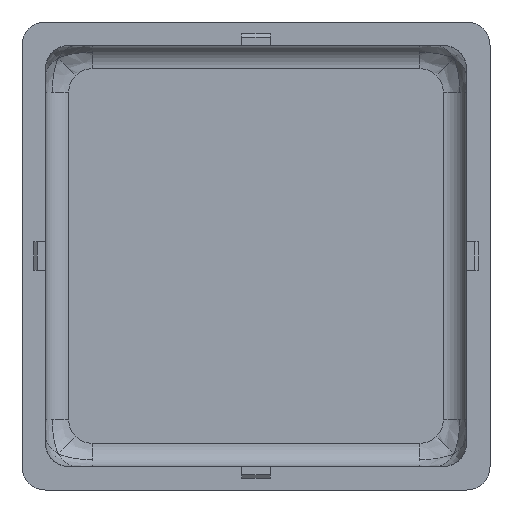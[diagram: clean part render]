
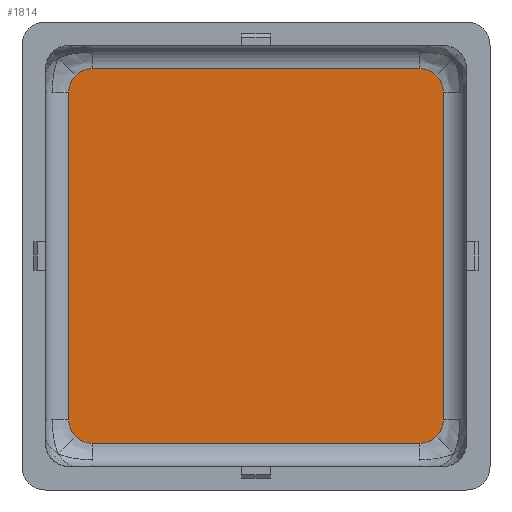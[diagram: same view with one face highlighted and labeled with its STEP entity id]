
A CAD part, left-side view. The second image highlights one B-rep face of the part: STEP entity #1814.
In plain terms, the highlighted planar face has unit normal (-1, 0, 0).
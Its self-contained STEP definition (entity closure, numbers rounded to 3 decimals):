
#132=LINE('',#4675,#256);
#133=LINE('',#4716,#257);
#134=LINE('',#4718,#258);
#135=LINE('',#4722,#259);
#256=VECTOR('',#2356,10.);
#257=VECTOR('',#2365,10.);
#258=VECTOR('',#2368,10.);
#259=VECTOR('',#2375,10.);
#312=PLANE('',#1979);
#403=FACE_OUTER_BOUND('',#506,.T.);
#506=EDGE_LOOP('',(#1534,#1535,#1536,#1537,#1538,#1539,#1540,#1541,#1542,
#1543,#1544,#1545));
#570=CIRCLE('',#1891,4.999);
#573=CIRCLE('',#1894,4.999);
#584=CIRCLE('',#1905,4.999);
#590=CIRCLE('',#1911,4.999);
#593=CIRCLE('',#1914,4.999);
#604=CIRCLE('',#1925,4.999);
#609=CIRCLE('',#1962,4.999);
#614=CIRCLE('',#1969,4.999);
#732=VERTEX_POINT('',#3539);
#733=VERTEX_POINT('',#3546);
#735=VERTEX_POINT('',#3592);
#748=VERTEX_POINT('',#3869);
#749=VERTEX_POINT('',#3876);
#756=VERTEX_POINT('',#4015);
#757=VERTEX_POINT('',#4022);
#759=VERTEX_POINT('',#4068);
#772=VERTEX_POINT('',#4345);
#773=VERTEX_POINT('',#4352);
#840=VERTEX_POINT('',#4591);
#841=VERTEX_POINT('',#4671);
#926=EDGE_CURVE('',#732,#733,#570,.T.);
#930=EDGE_CURVE('',#735,#732,#573,.T.);
#948=EDGE_CURVE('',#748,#749,#584,.T.);
#958=EDGE_CURVE('',#756,#757,#590,.T.);
#962=EDGE_CURVE('',#759,#756,#593,.T.);
#980=EDGE_CURVE('',#772,#773,#604,.T.);
#1085=EDGE_CURVE('',#840,#772,#609,.T.);
#1090=EDGE_CURVE('',#841,#748,#614,.T.);
#1091=EDGE_CURVE('',#773,#841,#132,.T.);
#1094=EDGE_CURVE('',#749,#735,#133,.T.);
#1095=EDGE_CURVE('',#733,#759,#134,.T.);
#1097=EDGE_CURVE('',#757,#840,#135,.T.);
#1534=ORIENTED_EDGE('',*,*,#930,.F.);
#1535=ORIENTED_EDGE('',*,*,#1094,.F.);
#1536=ORIENTED_EDGE('',*,*,#948,.F.);
#1537=ORIENTED_EDGE('',*,*,#1090,.F.);
#1538=ORIENTED_EDGE('',*,*,#1091,.F.);
#1539=ORIENTED_EDGE('',*,*,#980,.F.);
#1540=ORIENTED_EDGE('',*,*,#1085,.F.);
#1541=ORIENTED_EDGE('',*,*,#1097,.F.);
#1542=ORIENTED_EDGE('',*,*,#958,.F.);
#1543=ORIENTED_EDGE('',*,*,#962,.F.);
#1544=ORIENTED_EDGE('',*,*,#1095,.F.);
#1545=ORIENTED_EDGE('',*,*,#926,.F.);
#1814=ADVANCED_FACE('',(#403),#312,.F.);
#1891=AXIS2_PLACEMENT_3D('',#3547,#2096,#2097);
#1894=AXIS2_PLACEMENT_3D('',#3594,#2102,#2103);
#1905=AXIS2_PLACEMENT_3D('',#3877,#2124,#2125);
#1911=AXIS2_PLACEMENT_3D('',#4023,#2136,#2137);
#1914=AXIS2_PLACEMENT_3D('',#4070,#2142,#2143);
#1925=AXIS2_PLACEMENT_3D('',#4353,#2164,#2165);
#1962=AXIS2_PLACEMENT_3D('',#4593,#2338,#2339);
#1969=AXIS2_PLACEMENT_3D('',#4673,#2352,#2353);
#1979=AXIS2_PLACEMENT_3D('',#4723,#2376,#2377);
#2096=DIRECTION('center_axis',(1.,0.,0.));
#2097=DIRECTION('ref_axis',(0.,-0.707,0.707));
#2102=DIRECTION('center_axis',(1.,0.,0.));
#2103=DIRECTION('ref_axis',(0.,-0.707,0.707));
#2124=DIRECTION('center_axis',(1.,0.,0.));
#2125=DIRECTION('ref_axis',(0.,0.707,0.707));
#2136=DIRECTION('center_axis',(1.,0.,0.));
#2137=DIRECTION('ref_axis',(0.,-0.707,-0.707));
#2142=DIRECTION('center_axis',(1.,0.,0.));
#2143=DIRECTION('ref_axis',(0.,-0.707,-0.707));
#2164=DIRECTION('center_axis',(1.,0.,0.));
#2165=DIRECTION('ref_axis',(0.,0.707,-0.707));
#2338=DIRECTION('center_axis',(1.,0.,0.));
#2339=DIRECTION('ref_axis',(0.,0.707,-0.707));
#2352=DIRECTION('center_axis',(1.,0.,0.));
#2353=DIRECTION('ref_axis',(0.,0.707,0.707));
#2356=DIRECTION('',(0.,0.,1.));
#2365=DIRECTION('',(0.,-1.,0.));
#2368=DIRECTION('',(0.,0.,-1.));
#2375=DIRECTION('',(0.,1.,0.));
#2376=DIRECTION('center_axis',(1.,0.,0.));
#2377=DIRECTION('ref_axis',(0.,0.,-1.));
#3539=CARTESIAN_POINT('',(40.,11.464,-11.464));
#3546=CARTESIAN_POINT('',(40.,10.,-14.999));
#3547=CARTESIAN_POINT('Origin',(40.,14.999,-14.999));
#3592=CARTESIAN_POINT('',(40.,14.999,-10.));
#3594=CARTESIAN_POINT('Origin',(40.,14.999,-14.999));
#3869=CARTESIAN_POINT('',(40.,88.536,-11.464));
#3876=CARTESIAN_POINT('',(40.,85.001,-10.));
#3877=CARTESIAN_POINT('Origin',(40.,85.001,-14.999));
#4015=CARTESIAN_POINT('',(40.,11.464,-88.536));
#4022=CARTESIAN_POINT('',(40.,14.999,-90.));
#4023=CARTESIAN_POINT('Origin',(40.,14.999,-85.001));
#4068=CARTESIAN_POINT('',(40.,10.,-85.001));
#4070=CARTESIAN_POINT('Origin',(40.,14.999,-85.001));
#4345=CARTESIAN_POINT('',(40.,88.536,-88.536));
#4352=CARTESIAN_POINT('',(40.,90.,-85.001));
#4353=CARTESIAN_POINT('Origin',(40.,85.001,-85.001));
#4591=CARTESIAN_POINT('',(40.,85.001,-90.));
#4593=CARTESIAN_POINT('Origin',(40.,85.001,-85.001));
#4671=CARTESIAN_POINT('',(40.,90.,-14.999));
#4673=CARTESIAN_POINT('Origin',(40.,85.001,-14.999));
#4675=CARTESIAN_POINT('',(40.,90.,-50.));
#4716=CARTESIAN_POINT('',(40.,50.,-10.));
#4718=CARTESIAN_POINT('',(40.,10.,-50.));
#4722=CARTESIAN_POINT('',(40.,50.,-90.));
#4723=CARTESIAN_POINT('Origin',(40.,50.,-50.));
